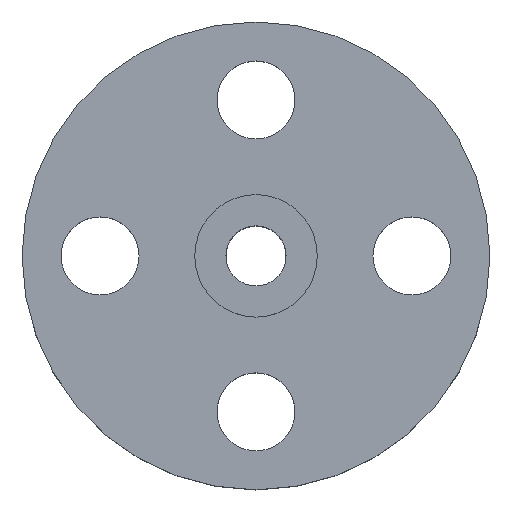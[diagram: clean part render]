
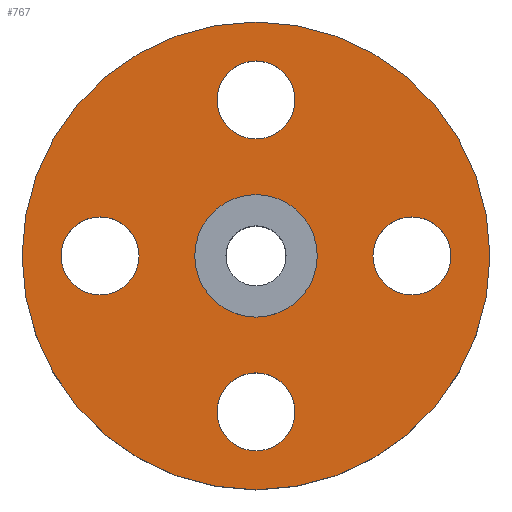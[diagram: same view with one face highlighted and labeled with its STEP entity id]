
A CAD part, top view. The second image highlights one B-rep face of the part: STEP entity #767.
In plain terms, the highlighted planar face has unit normal (0, 0, 1).
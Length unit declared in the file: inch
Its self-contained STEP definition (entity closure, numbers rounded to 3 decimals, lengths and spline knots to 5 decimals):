
#4 = EDGE_LOOP ( 'NONE', ( #339, #803 ) ) ;
#16 = CIRCLE ( 'NONE', #505, 0.4375 ) ;
#24 = DIRECTION ( 'NONE',  ( 0., 0., 1. ) ) ;
#31 = AXIS2_PLACEMENT_3D ( 'NONE', #757, #292, #280 ) ;
#33 = CIRCLE ( 'NONE', #140, 0.6875 ) ;
#37 = EDGE_CURVE ( 'NONE', #663, #593, #175, .T. ) ;
#42 = DIRECTION ( 'NONE',  ( 0., 1., 0. ) ) ;
#43 = CARTESIAN_POINT ( 'NONE',  ( -0.4375, -1.75, -0.25 ) ) ;
#46 = AXIS2_PLACEMENT_3D ( 'NONE', #548, #24, #340 ) ;
#58 = AXIS2_PLACEMENT_3D ( 'NONE', #822, #440, #42 ) ;
#60 = DIRECTION ( 'NONE',  ( -1., 0., 0. ) ) ;
#61 = CARTESIAN_POINT ( 'NONE',  ( 2.625, 0., -0.25 ) ) ;
#67 = DIRECTION ( 'NONE',  ( 0., 0., -1. ) ) ;
#103 = CARTESIAN_POINT ( 'NONE',  ( 2.1875, 0., -0.25 ) ) ;
#104 = DIRECTION ( 'NONE',  ( 0., 0., 1. ) ) ;
#108 = CIRCLE ( 'NONE', #602, 2.625 ) ;
#115 = ORIENTED_EDGE ( 'NONE', *, *, #631, .T. ) ;
#121 = CIRCLE ( 'NONE', #31, 0.4375 ) ;
#125 = VERTEX_POINT ( 'NONE', #300 ) ;
#129 = EDGE_CURVE ( 'NONE', #702, #336, #121, .T. ) ;
#135 = DIRECTION ( 'NONE',  ( -1., 0., 0. ) ) ;
#140 = AXIS2_PLACEMENT_3D ( 'NONE', #786, #512, #839 ) ;
#150 = ORIENTED_EDGE ( 'NONE', *, *, #214, .F. ) ;
#164 = CIRCLE ( 'NONE', #635, 0.6875 ) ;
#166 = CARTESIAN_POINT ( 'NONE',  ( 0.4375, -1.75, -0.25 ) ) ;
#168 = DIRECTION ( 'NONE',  ( 0., 0., 1. ) ) ;
#169 = EDGE_LOOP ( 'NONE', ( #273, #769 ) ) ;
#175 = CIRCLE ( 'NONE', #668, 0.4375 ) ;
#188 = VERTEX_POINT ( 'NONE', #240 ) ;
#195 = CARTESIAN_POINT ( 'NONE',  ( 0., -1.75, -0.25 ) ) ;
#209 = CIRCLE ( 'NONE', #846, 2.625 ) ;
#212 = CARTESIAN_POINT ( 'NONE',  ( 0.4375, 1.75, -0.25 ) ) ;
#214 = EDGE_CURVE ( 'NONE', #125, #542, #546, .T. ) ;
#227 = EDGE_CURVE ( 'NONE', #566, #453, #164, .T. ) ;
#232 = CARTESIAN_POINT ( 'NONE',  ( 0.6875, 0., -0.25 ) ) ;
#240 = CARTESIAN_POINT ( 'NONE',  ( 1.3125, 0., -0.25 ) ) ;
#245 = DIRECTION ( 'NONE',  ( 0., 0., 1. ) ) ;
#251 = AXIS2_PLACEMENT_3D ( 'NONE', #575, #104, #565 ) ;
#273 = ORIENTED_EDGE ( 'NONE', *, *, #607, .F. ) ;
#280 = DIRECTION ( 'NONE',  ( 1., 0., 0. ) ) ;
#292 = DIRECTION ( 'NONE',  ( 0., 0., 1. ) ) ;
#299 = DIRECTION ( 'NONE',  ( 0., 0., 1. ) ) ;
#300 = CARTESIAN_POINT ( 'NONE',  ( -0.4375, 1.75, -0.25 ) ) ;
#302 = CIRCLE ( 'NONE', #58, 0.4375 ) ;
#312 = ORIENTED_EDGE ( 'NONE', *, *, #496, .F. ) ;
#329 = CARTESIAN_POINT ( 'NONE',  ( 0., 0., -0.25 ) ) ;
#334 = EDGE_CURVE ( 'NONE', #626, #365, #108, .T. ) ;
#335 = EDGE_LOOP ( 'NONE', ( #601, #850 ) ) ;
#336 = VERTEX_POINT ( 'NONE', #337 ) ;
#337 = CARTESIAN_POINT ( 'NONE',  ( -2.1875, 0., -0.25 ) ) ;
#339 = ORIENTED_EDGE ( 'NONE', *, *, #129, .F. ) ;
#340 = DIRECTION ( 'NONE',  ( 0., -1., 0. ) ) ;
#352 = CIRCLE ( 'NONE', #824, 0.4375 ) ;
#365 = VERTEX_POINT ( 'NONE', #61 ) ;
#391 = CARTESIAN_POINT ( 'NONE',  ( 0., 0.6875, -0.25 ) ) ;
#397 = DIRECTION ( 'NONE',  ( 1., 0., 0. ) ) ;
#399 = DIRECTION ( 'NONE',  ( 0., 0., 1. ) ) ;
#440 = DIRECTION ( 'NONE',  ( 0., 0., 1. ) ) ;
#453 = VERTEX_POINT ( 'NONE', #557 ) ;
#454 = EDGE_LOOP ( 'NONE', ( #115, #712 ) ) ;
#475 = FACE_BOUND ( 'NONE', #4, .T. ) ;
#487 = DIRECTION ( 'NONE',  ( -1., 0., 0. ) ) ;
#492 = AXIS2_PLACEMENT_3D ( 'NONE', #533, #804, #527 ) ;
#496 = EDGE_CURVE ( 'NONE', #542, #125, #549, .T. ) ;
#505 = AXIS2_PLACEMENT_3D ( 'NONE', #805, #299, #487 ) ;
#506 = AXIS2_PLACEMENT_3D ( 'NONE', #391, #67, #135 ) ;
#507 = CARTESIAN_POINT ( 'NONE',  ( -2.625, 0., -0.25 ) ) ;
#509 = EDGE_CURVE ( 'NONE', #188, #606, #16, .T. ) ;
#512 = DIRECTION ( 'NONE',  ( 0., 0., 1. ) ) ;
#514 = DIRECTION ( 'NONE',  ( 1., 0., 0. ) ) ;
#527 = DIRECTION ( 'NONE',  ( 1., 0., 0. ) ) ;
#533 = CARTESIAN_POINT ( 'NONE',  ( -1.75, 0., -0.25 ) ) ;
#538 = DIRECTION ( 'NONE',  ( 0., 0., 1. ) ) ;
#542 = VERTEX_POINT ( 'NONE', #212 ) ;
#546 = CIRCLE ( 'NONE', #251, 0.4375 ) ;
#548 = CARTESIAN_POINT ( 'NONE',  ( 0., 1.75, -0.25 ) ) ;
#549 = CIRCLE ( 'NONE', #46, 0.4375 ) ;
#557 = CARTESIAN_POINT ( 'NONE',  ( -0.6875, 0., -0.25 ) ) ;
#565 = DIRECTION ( 'NONE',  ( 0., -1., 0. ) ) ;
#566 = VERTEX_POINT ( 'NONE', #232 ) ;
#575 = CARTESIAN_POINT ( 'NONE',  ( 0., 1.75, -0.25 ) ) ;
#582 = CARTESIAN_POINT ( 'NONE',  ( -1.3125, 0., -0.25 ) ) ;
#593 = VERTEX_POINT ( 'NONE', #166 ) ;
#597 = FACE_BOUND ( 'NONE', #722, .T. ) ;
#601 = ORIENTED_EDGE ( 'NONE', *, *, #227, .F. ) ;
#602 = AXIS2_PLACEMENT_3D ( 'NONE', #329, #790, #397 ) ;
#606 = VERTEX_POINT ( 'NONE', #103 ) ;
#607 = EDGE_CURVE ( 'NONE', #593, #663, #302, .T. ) ;
#626 = VERTEX_POINT ( 'NONE', #507 ) ;
#631 = EDGE_CURVE ( 'NONE', #365, #626, #209, .T. ) ;
#635 = AXIS2_PLACEMENT_3D ( 'NONE', #695, #168, #780 ) ;
#638 = ORIENTED_EDGE ( 'NONE', *, *, #509, .F. ) ;
#651 = EDGE_LOOP ( 'NONE', ( #312, #150 ) ) ;
#661 = FACE_BOUND ( 'NONE', #651, .T. ) ;
#663 = VERTEX_POINT ( 'NONE', #43 ) ;
#664 = DIRECTION ( 'NONE',  ( 0., 1., 0. ) ) ;
#668 = AXIS2_PLACEMENT_3D ( 'NONE', #195, #399, #664 ) ;
#695 = CARTESIAN_POINT ( 'NONE',  ( 0., 0., -0.25 ) ) ;
#702 = VERTEX_POINT ( 'NONE', #582 ) ;
#712 = ORIENTED_EDGE ( 'NONE', *, *, #334, .T. ) ;
#719 = FACE_BOUND ( 'NONE', #169, .T. ) ;
#721 = ORIENTED_EDGE ( 'NONE', *, *, #816, .F. ) ;
#722 = EDGE_LOOP ( 'NONE', ( #721, #638 ) ) ;
#727 = CARTESIAN_POINT ( 'NONE',  ( 1.75, 0., -0.25 ) ) ;
#744 = FACE_BOUND ( 'NONE', #335, .T. ) ;
#746 = CIRCLE ( 'NONE', #492, 0.4375 ) ;
#747 = EDGE_CURVE ( 'NONE', #453, #566, #33, .T. ) ;
#757 = CARTESIAN_POINT ( 'NONE',  ( -1.75, 0., -0.25 ) ) ;
#767 = ADVANCED_FACE ( 'NONE', ( #661, #597, #719, #475, #744, #852 ), #856, .F. ) ;
#769 = ORIENTED_EDGE ( 'NONE', *, *, #37, .F. ) ;
#773 = EDGE_CURVE ( 'NONE', #336, #702, #746, .T. ) ;
#780 = DIRECTION ( 'NONE',  ( 1., 0., 0. ) ) ;
#786 = CARTESIAN_POINT ( 'NONE',  ( 0., 0., -0.25 ) ) ;
#790 = DIRECTION ( 'NONE',  ( 0., 0., 1. ) ) ;
#803 = ORIENTED_EDGE ( 'NONE', *, *, #773, .F. ) ;
#804 = DIRECTION ( 'NONE',  ( 0., 0., 1. ) ) ;
#805 = CARTESIAN_POINT ( 'NONE',  ( 1.75, 0., -0.25 ) ) ;
#816 = EDGE_CURVE ( 'NONE', #606, #188, #352, .T. ) ;
#822 = CARTESIAN_POINT ( 'NONE',  ( 0., -1.75, -0.25 ) ) ;
#824 = AXIS2_PLACEMENT_3D ( 'NONE', #727, #538, #60 ) ;
#839 = DIRECTION ( 'NONE',  ( 1., 0., 0. ) ) ;
#840 = CARTESIAN_POINT ( 'NONE',  ( 0., 0., -0.25 ) ) ;
#846 = AXIS2_PLACEMENT_3D ( 'NONE', #840, #245, #514 ) ;
#850 = ORIENTED_EDGE ( 'NONE', *, *, #747, .F. ) ;
#852 = FACE_OUTER_BOUND ( 'NONE', #454, .T. ) ;
#856 = PLANE ( 'NONE',  #506 ) ;
